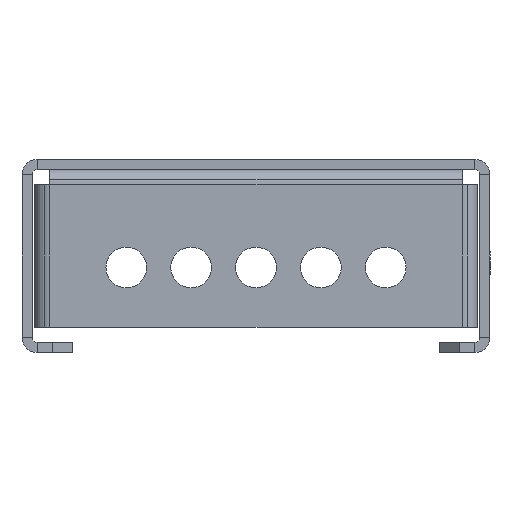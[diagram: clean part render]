
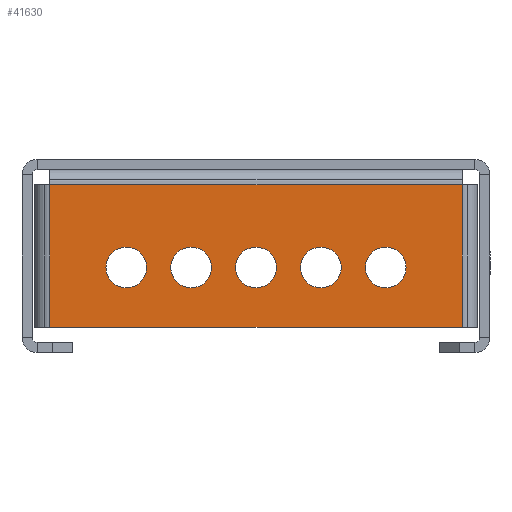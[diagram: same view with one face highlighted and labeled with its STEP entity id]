
A CAD part, front view. The second image highlights one B-rep face of the part: STEP entity #41630.
In plain terms, the highlighted planar face has unit normal (0, -1, 0).
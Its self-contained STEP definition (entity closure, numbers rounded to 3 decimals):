
#88 = EDGE_CURVE ( 'NONE', #99136, #35040, #74479, .T. ) ;
#131 = ORIENTED_EDGE ( 'NONE', *, *, #34664, .T. ) ;
#1133 = VERTEX_POINT ( 'NONE', #91354 ) ;
#2900 = CARTESIAN_POINT ( 'NONE',  ( -25.5, -876.5, -17.25 ) ) ;
#4484 = CARTESIAN_POINT ( 'NONE',  ( 40.5, -876.5, -5. ) ) ;
#5441 = DIRECTION ( 'NONE',  ( 0., 1., 0. ) ) ;
#5480 = CARTESIAN_POINT ( 'NONE',  ( 0., -876.5, -21.25 ) ) ;
#7439 = DIRECTION ( 'NONE',  ( 0., 0., -1. ) ) ;
#7675 = EDGE_CURVE ( 'NONE', #52527, #106393, #105934, .T. ) ;
#8352 = VERTEX_POINT ( 'NONE', #94697 ) ;
#9302 = EDGE_CURVE ( 'NONE', #51379, #46064, #57851, .T. ) ;
#10061 = ORIENTED_EDGE ( 'NONE', *, *, #9302, .T. ) ;
#10417 = VERTEX_POINT ( 'NONE', #66990 ) ;
#11599 = DIRECTION ( 'NONE',  ( 0., 0., -1. ) ) ;
#12536 = CARTESIAN_POINT ( 'NONE',  ( 40.5, -876.5, -33. ) ) ;
#12818 = CARTESIAN_POINT ( 'NONE',  ( -40.5, -876.5, -5. ) ) ;
#13275 = ORIENTED_EDGE ( 'NONE', *, *, #98310, .T. ) ;
#13728 = FACE_BOUND ( 'NONE', #23384, .T. ) ;
#14951 = FACE_BOUND ( 'NONE', #59632, .T. ) ;
#15523 = AXIS2_PLACEMENT_3D ( 'NONE', #43900, #68611, #68972 ) ;
#17138 = CIRCLE ( 'NONE', #42700, 4. ) ;
#20251 = CARTESIAN_POINT ( 'NONE',  ( -12.75, -876.5, -25.25 ) ) ;
#20412 = ORIENTED_EDGE ( 'NONE', *, *, #84959, .F. ) ;
#20814 = EDGE_LOOP ( 'NONE', ( #13275, #30741 ) ) ;
#22652 = FACE_OUTER_BOUND ( 'NONE', #44426, .T. ) ;
#23165 = CARTESIAN_POINT ( 'NONE',  ( 12.75, -876.5, -25.25 ) ) ;
#23244 = DIRECTION ( 'NONE',  ( 0., 1., 0. ) ) ;
#23384 = EDGE_LOOP ( 'NONE', ( #64710, #30716 ) ) ;
#23652 = EDGE_LOOP ( 'NONE', ( #10061, #92029 ) ) ;
#24289 = CARTESIAN_POINT ( 'NONE',  ( -25.5, -876.5, -21.25 ) ) ;
#26292 = AXIS2_PLACEMENT_3D ( 'NONE', #101613, #34872, #60637 ) ;
#26308 = CARTESIAN_POINT ( 'NONE',  ( -40.5, -876.5, -33. ) ) ;
#26533 = LINE ( 'NONE', #12818, #81676 ) ;
#27344 = LINE ( 'NONE', #47757, #78743 ) ;
#27729 = DIRECTION ( 'NONE',  ( 0., 1., 0. ) ) ;
#28454 = VERTEX_POINT ( 'NONE', #23165 ) ;
#29850 = CARTESIAN_POINT ( 'NONE',  ( 12.75, -876.5, -17.25 ) ) ;
#30716 = ORIENTED_EDGE ( 'NONE', *, *, #53091, .T. ) ;
#30719 = CIRCLE ( 'NONE', #26292, 4. ) ;
#30741 = ORIENTED_EDGE ( 'NONE', *, *, #103640, .T. ) ;
#31022 = DIRECTION ( 'NONE',  ( 0., 1., 0. ) ) ;
#31276 = CIRCLE ( 'NONE', #45999, 4. ) ;
#32646 = DIRECTION ( 'NONE',  ( -1., 0., 0. ) ) ;
#33314 = AXIS2_PLACEMENT_3D ( 'NONE', #76228, #85151, #51835 ) ;
#34068 = VECTOR ( 'NONE', #61861, 1000. ) ;
#34664 = EDGE_CURVE ( 'NONE', #1133, #8352, #60185, .T. ) ;
#34872 = DIRECTION ( 'NONE',  ( 0., 1., 0. ) ) ;
#35040 = VERTEX_POINT ( 'NONE', #2900 ) ;
#36423 = DIRECTION ( 'NONE',  ( 0., 0., -1. ) ) ;
#38573 = CIRCLE ( 'NONE', #100697, 4. ) ;
#40409 = CARTESIAN_POINT ( 'NONE',  ( -12.75, -876.5, -17.25 ) ) ;
#40613 = EDGE_CURVE ( 'NONE', #35040, #99136, #106501, .T. ) ;
#41630 = ADVANCED_FACE ( 'NONE', ( #13728, #14951, #88123, #63701, #98480, #22652 ), #96095, .T. ) ;
#41672 = AXIS2_PLACEMENT_3D ( 'NONE', #81668, #64106, #7439 ) ;
#41686 = VERTEX_POINT ( 'NONE', #26308 ) ;
#42700 = AXIS2_PLACEMENT_3D ( 'NONE', #105299, #31022, #105646 ) ;
#43900 = CARTESIAN_POINT ( 'NONE',  ( -25.5, -876.5, -21.25 ) ) ;
#44426 = EDGE_LOOP ( 'NONE', ( #59369, #56309, #48858, #20412 ) ) ;
#45800 = EDGE_CURVE ( 'NONE', #41686, #106393, #26533, .T. ) ;
#45999 = AXIS2_PLACEMENT_3D ( 'NONE', #54570, #5441, #62816 ) ;
#46064 = VERTEX_POINT ( 'NONE', #40409 ) ;
#47738 = AXIS2_PLACEMENT_3D ( 'NONE', #24289, #23244, #80664 ) ;
#47757 = CARTESIAN_POINT ( 'NONE',  ( -43.5, -876.5, -33. ) ) ;
#48858 = ORIENTED_EDGE ( 'NONE', *, *, #45800, .F. ) ;
#49175 = CARTESIAN_POINT ( 'NONE',  ( 25.5, -876.5, -17.25 ) ) ;
#49854 = ORIENTED_EDGE ( 'NONE', *, *, #40613, .T. ) ;
#51379 = VERTEX_POINT ( 'NONE', #20251 ) ;
#51835 = DIRECTION ( 'NONE',  ( 0., 0., -1. ) ) ;
#52183 = DIRECTION ( 'NONE',  ( 0., 1., 0. ) ) ;
#52527 = VERTEX_POINT ( 'NONE', #83842 ) ;
#52644 = ORIENTED_EDGE ( 'NONE', *, *, #88, .T. ) ;
#52874 = CARTESIAN_POINT ( 'NONE',  ( -12.75, -876.5, -21.25 ) ) ;
#53091 = EDGE_CURVE ( 'NONE', #85906, #100901, #72498, .T. ) ;
#53853 = AXIS2_PLACEMENT_3D ( 'NONE', #5480, #62863, #71109 ) ;
#54570 = CARTESIAN_POINT ( 'NONE',  ( 0., -876.5, -21.25 ) ) ;
#55544 = CARTESIAN_POINT ( 'NONE',  ( 0., -876.5, -2. ) ) ;
#55913 = DIRECTION ( 'NONE',  ( 0., -1., 0. ) ) ;
#56309 = ORIENTED_EDGE ( 'NONE', *, *, #7675, .T. ) ;
#57851 = CIRCLE ( 'NONE', #33314, 4. ) ;
#59192 = CIRCLE ( 'NONE', #80675, 4. ) ;
#59369 = ORIENTED_EDGE ( 'NONE', *, *, #64574, .T. ) ;
#59632 = EDGE_LOOP ( 'NONE', ( #52644, #49854 ) ) ;
#60185 = CIRCLE ( 'NONE', #53853, 4. ) ;
#60637 = DIRECTION ( 'NONE',  ( 0., 0., -1. ) ) ;
#61250 = DIRECTION ( 'NONE',  ( 0., 0., 1. ) ) ;
#61861 = DIRECTION ( 'NONE',  ( -1., 0., 0. ) ) ;
#62135 = ORIENTED_EDGE ( 'NONE', *, *, #81913, .T. ) ;
#62294 = CARTESIAN_POINT ( 'NONE',  ( 25.5, -876.5, -25.25 ) ) ;
#62816 = DIRECTION ( 'NONE',  ( 0., 0., -1. ) ) ;
#62863 = DIRECTION ( 'NONE',  ( 0., 1., 0. ) ) ;
#63701 = FACE_BOUND ( 'NONE', #23652, .T. ) ;
#64106 = DIRECTION ( 'NONE',  ( 0., 1., 0. ) ) ;
#64112 = DIRECTION ( 'NONE',  ( 0., 0., 1. ) ) ;
#64574 = EDGE_CURVE ( 'NONE', #10417, #52527, #96361, .T. ) ;
#64710 = ORIENTED_EDGE ( 'NONE', *, *, #87787, .T. ) ;
#66990 = CARTESIAN_POINT ( 'NONE',  ( 40.5, -876.5, -33. ) ) ;
#68611 = DIRECTION ( 'NONE',  ( 0., 1., 0. ) ) ;
#68972 = DIRECTION ( 'NONE',  ( 0., 0., -1. ) ) ;
#71109 = DIRECTION ( 'NONE',  ( 0., 0., -1. ) ) ;
#72498 = CIRCLE ( 'NONE', #41672, 4. ) ;
#74479 = CIRCLE ( 'NONE', #15523, 4. ) ;
#76228 = CARTESIAN_POINT ( 'NONE',  ( -12.75, -876.5, -21.25 ) ) ;
#78526 = DIRECTION ( 'NONE',  ( 0., 0., 1. ) ) ;
#78743 = VECTOR ( 'NONE', #32646, 1000. ) ;
#80664 = DIRECTION ( 'NONE',  ( 0., 0., -1. ) ) ;
#80675 = AXIS2_PLACEMENT_3D ( 'NONE', #52874, #52183, #36423 ) ;
#80932 = CARTESIAN_POINT ( 'NONE',  ( -25.5, -876.5, -25.25 ) ) ;
#81668 = CARTESIAN_POINT ( 'NONE',  ( 25.5, -876.5, -21.25 ) ) ;
#81676 = VECTOR ( 'NONE', #61250, 1000. ) ;
#81909 = VERTEX_POINT ( 'NONE', #29850 ) ;
#81913 = EDGE_CURVE ( 'NONE', #8352, #1133, #31276, .T. ) ;
#83842 = CARTESIAN_POINT ( 'NONE',  ( 40.5, -876.5, -5. ) ) ;
#84754 = CARTESIAN_POINT ( 'NONE',  ( 12.75, -876.5, -21.25 ) ) ;
#84959 = EDGE_CURVE ( 'NONE', #10417, #41686, #27344, .T. ) ;
#85151 = DIRECTION ( 'NONE',  ( 0., 1., 0. ) ) ;
#85906 = VERTEX_POINT ( 'NONE', #49175 ) ;
#87787 = EDGE_CURVE ( 'NONE', #100901, #85906, #17138, .T. ) ;
#88123 = FACE_BOUND ( 'NONE', #97359, .T. ) ;
#91354 = CARTESIAN_POINT ( 'NONE',  ( 0., -876.5, -25.25 ) ) ;
#92029 = ORIENTED_EDGE ( 'NONE', *, *, #93636, .T. ) ;
#93636 = EDGE_CURVE ( 'NONE', #46064, #51379, #59192, .T. ) ;
#93874 = AXIS2_PLACEMENT_3D ( 'NONE', #55544, #55913, #64112 ) ;
#94697 = CARTESIAN_POINT ( 'NONE',  ( 0., -876.5, -17.25 ) ) ;
#96095 = PLANE ( 'NONE',  #93874 ) ;
#96361 = LINE ( 'NONE', #12536, #104134 ) ;
#97359 = EDGE_LOOP ( 'NONE', ( #131, #62135 ) ) ;
#98310 = EDGE_CURVE ( 'NONE', #28454, #81909, #30719, .T. ) ;
#98480 = FACE_BOUND ( 'NONE', #20814, .T. ) ;
#99136 = VERTEX_POINT ( 'NONE', #80932 ) ;
#100697 = AXIS2_PLACEMENT_3D ( 'NONE', #84754, #27729, #11599 ) ;
#100901 = VERTEX_POINT ( 'NONE', #62294 ) ;
#101613 = CARTESIAN_POINT ( 'NONE',  ( 12.75, -876.5, -21.25 ) ) ;
#103087 = CARTESIAN_POINT ( 'NONE',  ( -40.5, -876.5, -5. ) ) ;
#103640 = EDGE_CURVE ( 'NONE', #81909, #28454, #38573, .T. ) ;
#104134 = VECTOR ( 'NONE', #78526, 1000. ) ;
#105299 = CARTESIAN_POINT ( 'NONE',  ( 25.5, -876.5, -21.25 ) ) ;
#105646 = DIRECTION ( 'NONE',  ( 0., 0., -1. ) ) ;
#105934 = LINE ( 'NONE', #4484, #34068 ) ;
#106393 = VERTEX_POINT ( 'NONE', #103087 ) ;
#106501 = CIRCLE ( 'NONE', #47738, 4. ) ;
